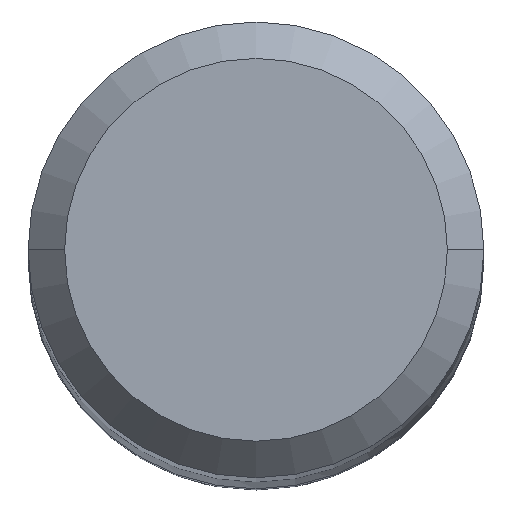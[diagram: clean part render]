
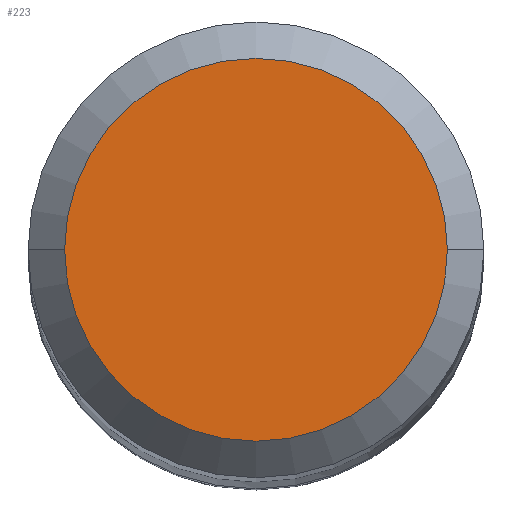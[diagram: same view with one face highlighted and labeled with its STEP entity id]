
A CAD part, top view. The second image highlights one B-rep face of the part: STEP entity #223.
In plain terms, the highlighted planar face has unit normal (0, 0, 1).
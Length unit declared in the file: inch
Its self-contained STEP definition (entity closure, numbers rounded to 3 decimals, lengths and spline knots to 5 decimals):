
#5 = DIRECTION ( 'NONE',  ( 0., 0., 1. ) ) ;
#26 = CARTESIAN_POINT ( 'NONE',  ( -0.07875, 0., 3. ) ) ;
#35 = AXIS2_PLACEMENT_3D ( 'NONE', #300, #307, #206 ) ;
#59 = CIRCLE ( 'NONE', #284, 0.07875 ) ;
#73 = EDGE_CURVE ( 'NONE', #296, #134, #350, .T. ) ;
#78 = ORIENTED_EDGE ( 'NONE', *, *, #387, .T. ) ;
#134 = VERTEX_POINT ( 'NONE', #149 ) ;
#149 = CARTESIAN_POINT ( 'NONE',  ( 0.07875, 0., 3. ) ) ;
#155 = PLANE ( 'NONE',  #304 ) ;
#182 = DIRECTION ( 'NONE',  ( 1., 0., 0. ) ) ;
#198 = DIRECTION ( 'NONE',  ( 1., 0., 0. ) ) ;
#206 = DIRECTION ( 'NONE',  ( 1., 0., 0. ) ) ;
#223 = ADVANCED_FACE ( 'NONE', ( #283 ), #155, .T. ) ;
#262 = CARTESIAN_POINT ( 'NONE',  ( 0., 0., 3. ) ) ;
#283 = FACE_OUTER_BOUND ( 'NONE', #294, .T. ) ;
#284 = AXIS2_PLACEMENT_3D ( 'NONE', #262, #5, #198 ) ;
#285 = CARTESIAN_POINT ( 'NONE',  ( 0., 0., 3. ) ) ;
#294 = EDGE_LOOP ( 'NONE', ( #356, #78 ) ) ;
#296 = VERTEX_POINT ( 'NONE', #26 ) ;
#300 = CARTESIAN_POINT ( 'NONE',  ( 0., 0., 3. ) ) ;
#304 = AXIS2_PLACEMENT_3D ( 'NONE', #285, #340, #182 ) ;
#307 = DIRECTION ( 'NONE',  ( 0., 0., 1. ) ) ;
#340 = DIRECTION ( 'NONE',  ( 0., 0., 1. ) ) ;
#350 = CIRCLE ( 'NONE', #35, 0.07875 ) ;
#356 = ORIENTED_EDGE ( 'NONE', *, *, #73, .T. ) ;
#387 = EDGE_CURVE ( 'NONE', #134, #296, #59, .T. ) ;
